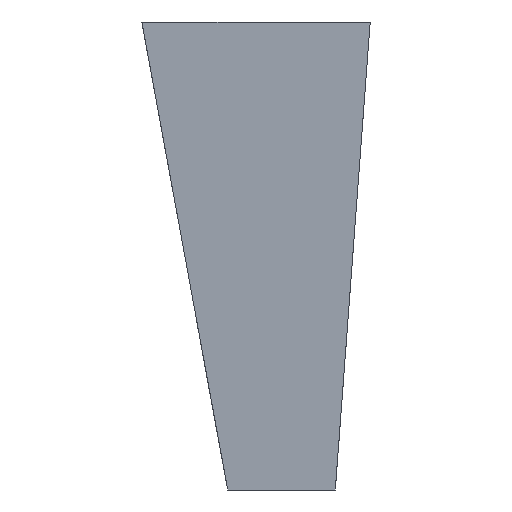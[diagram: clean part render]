
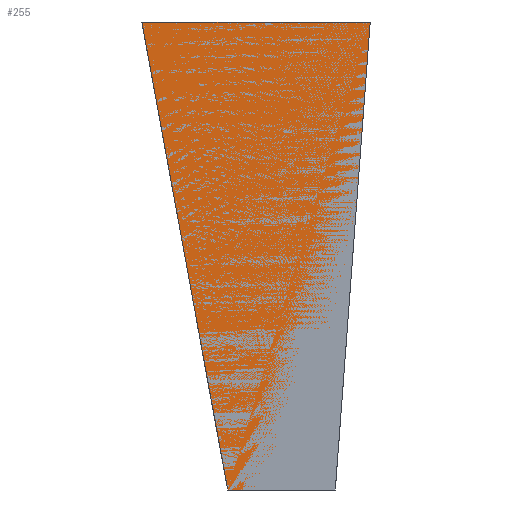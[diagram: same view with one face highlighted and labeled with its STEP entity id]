
A CAD part, front view. The second image highlights one B-rep face of the part: STEP entity #255.
In plain terms, the highlighted planar face has unit normal (0, -1, -0.03).
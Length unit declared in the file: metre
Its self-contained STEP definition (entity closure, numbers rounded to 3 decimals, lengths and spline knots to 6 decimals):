
#20=PLANE('',#731);
#42=LINE('',#9281,#71);
#48=LINE('',#9294,#77);
#49=LINE('',#9296,#78);
#50=LINE('',#9297,#79);
#71=VECTOR('',#791,1.);
#77=VECTOR('',#799,1.);
#78=VECTOR('',#802,1.);
#79=VECTOR('',#803,1.);
#126=ORIENTED_EDGE('',*,*,#168,.T.);
#127=ORIENTED_EDGE('',*,*,#167,.T.);
#128=ORIENTED_EDGE('',*,*,#169,.T.);
#129=ORIENTED_EDGE('',*,*,#161,.F.);
#161=EDGE_CURVE('',#196,#197,#42,.T.);
#167=EDGE_CURVE('',#200,#202,#48,.T.);
#168=EDGE_CURVE('',#196,#200,#49,.T.);
#169=EDGE_CURVE('',#202,#197,#50,.T.);
#196=VERTEX_POINT('',#9280);
#197=VERTEX_POINT('',#9282);
#200=VERTEX_POINT('',#9289);
#202=VERTEX_POINT('',#9293);
#226=EDGE_LOOP('',(#126,#127,#128,#129));
#239=FACE_BOUND('',#226,.T.);
#255=ADVANCED_FACE('',(#239),#20,.T.);
#731=AXIS2_PLACEMENT_3D('',#9295,#800,#801);
#791=DIRECTION('',(-0.074,0.03,-0.997));
#799=DIRECTION('',(0.18,0.03,-0.983));
#800=DIRECTION('',(0.,-1.,-0.03));
#801=DIRECTION('',(-1.,0.,0.));
#802=DIRECTION('',(-1.,0.,0.));
#803=DIRECTION('',(1.,0.,0.));
#9280=CARTESIAN_POINT('',(2.752,-0.231691,0.));
#9281=CARTESIAN_POINT('',(2.541731,-0.145677,-2.8215));
#9282=CARTESIAN_POINT('',(2.331463,-0.059662,-5.643));
#9289=CARTESIAN_POINT('',(0.,-0.231691,0.));
#9293=CARTESIAN_POINT('',(1.034463,-0.059662,-5.643));
#9294=CARTESIAN_POINT('',(0.517231,-0.145677,-2.8215));
#9295=CARTESIAN_POINT('',(2.752,-0.231691,0.));
#9296=CARTESIAN_POINT('',(1.376,-0.231691,0.));
#9297=CARTESIAN_POINT('',(1.682963,-0.059662,-5.643));
